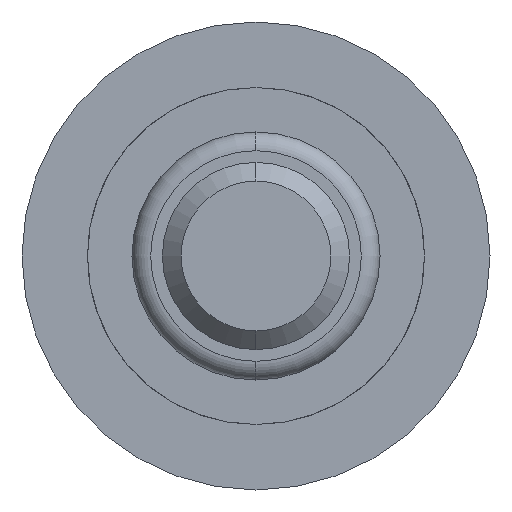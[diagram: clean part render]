
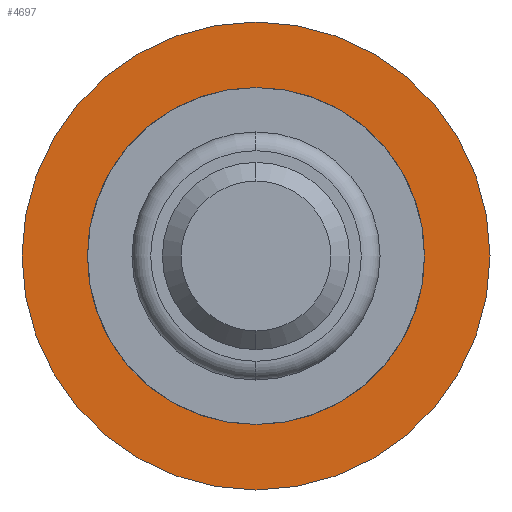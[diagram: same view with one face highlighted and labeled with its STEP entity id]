
A CAD part, front view. The second image highlights one B-rep face of the part: STEP entity #4697.
In plain terms, the highlighted planar face has unit normal (0, -1, 0).
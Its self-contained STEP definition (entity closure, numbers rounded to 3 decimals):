
#81 = ORIENTED_EDGE ( 'NONE', *, *, #4788, .F. ) ;
#101 = CIRCLE ( 'NONE', #1991, 2.5 ) ;
#220 = LINE ( 'NONE', #4274, #3494 ) ;
#264 = PLANE ( 'NONE',  #3190 ) ;
#463 = CARTESIAN_POINT ( 'NONE',  ( 0., 5.5, 0. ) ) ;
#496 = DIRECTION ( 'NONE',  ( 0., 1., 0. ) ) ;
#708 = EDGE_LOOP ( 'NONE', ( #3806, #3551 ) ) ;
#720 = LINE ( 'NONE', #3881, #2386 ) ;
#780 = EDGE_CURVE ( 'Defeature ausgef�hrt11_32+Defeature ausgef�hrt11_24+Defeature ausgef�hrt11_24+Defeature ausgef�hrt11_24', #3375, #4420, #4266, .T. ) ;
#822 = ORIENTED_EDGE ( 'NONE', *, *, #4828, .F. ) ;
#849 = CARTESIAN_POINT ( 'NONE',  ( 0., 5.5, 0. ) ) ;
#861 = VERTEX_POINT ( 'NONE', #2550 ) ;
#1093 = VECTOR ( 'NONE', #2954, 1000. ) ;
#1246 = DIRECTION ( 'NONE',  ( 0., 0., -1. ) ) ;
#1542 = CARTESIAN_POINT ( 'NONE',  ( 0., 5.5, -1.075 ) ) ;
#1929 = DIRECTION ( 'NONE',  ( -0.839, 0., 0.545 ) ) ;
#1991 = AXIS2_PLACEMENT_3D ( 'NONE', #463, #496, #1246 ) ;
#2076 = DIRECTION ( 'NONE',  ( 0., 0., -1. ) ) ;
#2280 = CARTESIAN_POINT ( 'NONE',  ( 0., 5.5, 2.5 ) ) ;
#2363 = CARTESIAN_POINT ( 'NONE',  ( 0., 5.5, -1.075 ) ) ;
#2372 = DIRECTION ( 'NONE',  ( 0.839, 0., -0.545 ) ) ;
#2378 = FACE_BOUND ( 'NONE', #4255, .T. ) ;
#2386 = VECTOR ( 'NONE', #3895, 1000. ) ;
#2450 = LINE ( 'NONE', #4500, #1093 ) ;
#2550 = CARTESIAN_POINT ( 'NONE',  ( 1.655, 5.5, 0. ) ) ;
#2699 = DIRECTION ( 'NONE',  ( 0., -1., 0. ) ) ;
#2792 = VERTEX_POINT ( 'NONE', #4334 ) ;
#2838 = EDGE_CURVE ( 'Defeature ausgef�hrt11_32+Defeature ausgef�hrt11_24+Defeature ausgef�hrt11_24+Defeature ausgef�hrt11_24', #4420, #3375, #101, .T. ) ;
#2954 = DIRECTION ( 'NONE',  ( 0.839, 0., 0.545 ) ) ;
#3083 = EDGE_CURVE ( 'Defeature ausgef�hrt11_25+Defeature ausgef�hrt11_24+Defeature ausgef�hrt11_26+Defeature ausgef�hrt11_28', #2792, #4092, #720, .T. ) ;
#3160 = AXIS2_PLACEMENT_3D ( 'NONE', #849, #3244, #2076 ) ;
#3190 = AXIS2_PLACEMENT_3D ( 'NONE', #4200, #2699, #4229 ) ;
#3244 = DIRECTION ( 'NONE',  ( 0., 1., 0. ) ) ;
#3375 = VERTEX_POINT ( 'NONE', #2280 ) ;
#3494 = VECTOR ( 'NONE', #1929, 1000. ) ;
#3551 = ORIENTED_EDGE ( 'NONE', *, *, #780, .F. ) ;
#3708 = ORIENTED_EDGE ( 'NONE', *, *, #3083, .F. ) ;
#3753 = CARTESIAN_POINT ( 'NONE',  ( -1.655, 5.5, 0. ) ) ;
#3806 = ORIENTED_EDGE ( 'NONE', *, *, #2838, .F. ) ;
#3881 = CARTESIAN_POINT ( 'NONE',  ( -1.655, 5.5, 0. ) ) ;
#3895 = DIRECTION ( 'NONE',  ( -0.839, 0., -0.545 ) ) ;
#3919 = EDGE_CURVE ( 'Defeature ausgef�hrt11_27+Defeature ausgef�hrt11_24+Defeature ausgef�hrt11_28+Defeature ausgef�hrt11_26', #4245, #861, #2450, .T. ) ;
#3922 = FACE_OUTER_BOUND ( 'NONE', #708, .T. ) ;
#4092 = VERTEX_POINT ( 'NONE', #3753 ) ;
#4200 = CARTESIAN_POINT ( 'NONE',  ( 0., 5.5, 0. ) ) ;
#4229 = DIRECTION ( 'NONE',  ( 0., 0., -1. ) ) ;
#4245 = VERTEX_POINT ( 'NONE', #2363 ) ;
#4255 = EDGE_LOOP ( 'NONE', ( #822, #4516, #81, #3708 ) ) ;
#4266 = CIRCLE ( 'NONE', #3160, 2.5 ) ;
#4274 = CARTESIAN_POINT ( 'NONE',  ( 0., 5.5, 1.075 ) ) ;
#4334 = CARTESIAN_POINT ( 'NONE',  ( 0., 5.5, 1.075 ) ) ;
#4420 = VERTEX_POINT ( 'NONE', #4856 ) ;
#4440 = VECTOR ( 'NONE', #2372, 1000. ) ;
#4500 = CARTESIAN_POINT ( 'NONE',  ( 1.655, 5.5, 0. ) ) ;
#4516 = ORIENTED_EDGE ( 'NONE', *, *, #3919, .F. ) ;
#4697 = ADVANCED_FACE ( 'Defeature ausgef�hrt11_24', ( #3922, #2378 ), #264, .T. ) ;
#4788 = EDGE_CURVE ( 'Defeature ausgef�hrt11_28+Defeature ausgef�hrt11_24+Defeature ausgef�hrt11_25+Defeature ausgef�hrt11_27', #4092, #4245, #5074, .T. ) ;
#4828 = EDGE_CURVE ( 'Defeature ausgef�hrt11_26+Defeature ausgef�hrt11_24+Defeature ausgef�hrt11_27+Defeature ausgef�hrt11_25', #861, #2792, #220, .T. ) ;
#4856 = CARTESIAN_POINT ( 'NONE',  ( 0., 5.5, -2.5 ) ) ;
#5074 = LINE ( 'NONE', #1542, #4440 ) ;
